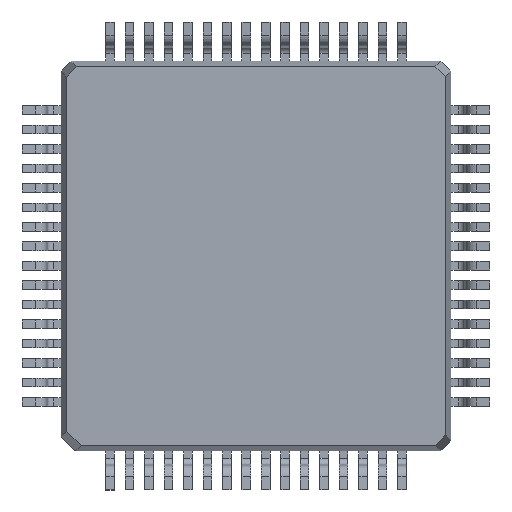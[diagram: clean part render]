
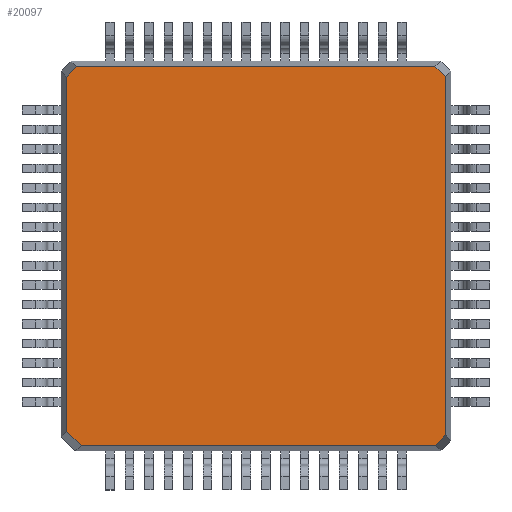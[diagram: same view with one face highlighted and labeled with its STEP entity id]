
A CAD part, front view. The second image highlights one B-rep face of the part: STEP entity #20097.
In plain terms, the highlighted planar face has unit normal (0, -1, 0).
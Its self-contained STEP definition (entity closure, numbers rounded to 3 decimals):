
#119 = LINE ( 'NONE', #11365, #28854 ) ;
#534 = DIRECTION ( 'NONE',  ( 0.691, 0., 0.723 ) ) ;
#610 = VECTOR ( 'NONE', #28713, 1000. ) ;
#633 = VERTEX_POINT ( 'NONE', #5248 ) ;
#1569 = DIRECTION ( 'NONE',  ( -0.691, 0., -0.723 ) ) ;
#2516 = VERTEX_POINT ( 'NONE', #28686 ) ;
#2596 = VECTOR ( 'NONE', #534, 1000. ) ;
#4080 = EDGE_CURVE ( 'NONE', #25064, #27845, #12736, .T. ) ;
#4878 = CARTESIAN_POINT ( 'NONE',  ( 4.622, 0.15, 4.835 ) ) ;
#5119 = LINE ( 'NONE', #8074, #11697 ) ;
#5248 = CARTESIAN_POINT ( 'NONE',  ( -4.861, 0.15, 4.594 ) ) ;
#5452 = FACE_OUTER_BOUND ( 'NONE', #12432, .T. ) ;
#5504 = ORIENTED_EDGE ( 'NONE', *, *, #22957, .T. ) ;
#5684 = LINE ( 'NONE', #24664, #27021 ) ;
#5898 = EDGE_CURVE ( 'NONE', #17050, #31627, #119, .T. ) ;
#6216 = ORIENTED_EDGE ( 'NONE', *, *, #21510, .F. ) ;
#6650 = ORIENTED_EDGE ( 'NONE', *, *, #8753, .F. ) ;
#6673 = CARTESIAN_POINT ( 'NONE',  ( -4.835, 0.15, 4.622 ) ) ;
#8074 = CARTESIAN_POINT ( 'NONE',  ( -5., 0.15, 4.861 ) ) ;
#8559 = EDGE_CURVE ( 'NONE', #17050, #2516, #15356, .T. ) ;
#8736 = LINE ( 'NONE', #22144, #21158 ) ;
#8745 = LINE ( 'NONE', #21447, #610 ) ;
#8753 = EDGE_CURVE ( 'NONE', #25064, #2516, #8745, .T. ) ;
#9409 = CARTESIAN_POINT ( 'NONE',  ( 4.861, 0.15, 4.606 ) ) ;
#10599 = CARTESIAN_POINT ( 'NONE',  ( 4.835, 0.15, -4.622 ) ) ;
#10613 = EDGE_CURVE ( 'NONE', #30763, #27845, #5119, .T. ) ;
#10889 = VECTOR ( 'NONE', #1569, 1000. ) ;
#11365 = CARTESIAN_POINT ( 'NONE',  ( 5., 0.15, -4.861 ) ) ;
#11697 = VECTOR ( 'NONE', #15416, 1000. ) ;
#12432 = EDGE_LOOP ( 'NONE', ( #6216, #23576, #26462, #26645, #6650, #25087, #24969, #5504 ) ) ;
#12736 = LINE ( 'NONE', #4878, #13110 ) ;
#13021 = DIRECTION ( 'NONE',  ( 0., 0., 1. ) ) ;
#13110 = VECTOR ( 'NONE', #24730, 1000. ) ;
#14211 = AXIS2_PLACEMENT_3D ( 'NONE', #18052, #28261, #23176 ) ;
#15356 = LINE ( 'NONE', #10599, #2596 ) ;
#15416 = DIRECTION ( 'NONE',  ( 1., 0., 0. ) ) ;
#15870 = VERTEX_POINT ( 'NONE', #27562 ) ;
#17050 = VERTEX_POINT ( 'NONE', #18135 ) ;
#18052 = CARTESIAN_POINT ( 'NONE',  ( 0., 0.15, 0. ) ) ;
#18135 = CARTESIAN_POINT ( 'NONE',  ( 4.606, 0.15, -4.861 ) ) ;
#18481 = DIRECTION ( 'NONE',  ( -1., 0., 0. ) ) ;
#20097 = ADVANCED_FACE ( 'NONE', ( #5452 ), #20883, .T. ) ;
#20883 = PLANE ( 'NONE',  #14211 ) ;
#21158 = VECTOR ( 'NONE', #31814, 1000. ) ;
#21447 = CARTESIAN_POINT ( 'NONE',  ( 4.861, 0.15, 5. ) ) ;
#21474 = EDGE_CURVE ( 'NONE', #15870, #31627, #8736, .T. ) ;
#21510 = EDGE_CURVE ( 'NONE', #15870, #633, #5684, .T. ) ;
#22144 = CARTESIAN_POINT ( 'NONE',  ( -4.571, 0.15, -4.782 ) ) ;
#22957 = EDGE_CURVE ( 'NONE', #30763, #633, #24131, .T. ) ;
#23176 = DIRECTION ( 'NONE',  ( 0., 0., 1. ) ) ;
#23576 = ORIENTED_EDGE ( 'NONE', *, *, #21474, .T. ) ;
#24131 = LINE ( 'NONE', #6673, #10889 ) ;
#24159 = CARTESIAN_POINT ( 'NONE',  ( -4.487, 0.15, -4.861 ) ) ;
#24664 = CARTESIAN_POINT ( 'NONE',  ( -4.861, 0.15, -5. ) ) ;
#24730 = DIRECTION ( 'NONE',  ( -0.723, 0., 0.691 ) ) ;
#24969 = ORIENTED_EDGE ( 'NONE', *, *, #10613, .F. ) ;
#25064 = VERTEX_POINT ( 'NONE', #9409 ) ;
#25087 = ORIENTED_EDGE ( 'NONE', *, *, #4080, .T. ) ;
#26462 = ORIENTED_EDGE ( 'NONE', *, *, #5898, .F. ) ;
#26645 = ORIENTED_EDGE ( 'NONE', *, *, #8559, .T. ) ;
#27021 = VECTOR ( 'NONE', #13021, 1000. ) ;
#27562 = CARTESIAN_POINT ( 'NONE',  ( -4.861, 0.15, -4.504 ) ) ;
#27845 = VERTEX_POINT ( 'NONE', #28558 ) ;
#28261 = DIRECTION ( 'NONE',  ( 0., -1., 0. ) ) ;
#28558 = CARTESIAN_POINT ( 'NONE',  ( 4.594, 0.15, 4.861 ) ) ;
#28686 = CARTESIAN_POINT ( 'NONE',  ( 4.861, 0.15, -4.594 ) ) ;
#28713 = DIRECTION ( 'NONE',  ( 0., 0., -1. ) ) ;
#28854 = VECTOR ( 'NONE', #18481, 1000. ) ;
#29685 = CARTESIAN_POINT ( 'NONE',  ( -4.606, 0.15, 4.861 ) ) ;
#30763 = VERTEX_POINT ( 'NONE', #29685 ) ;
#31627 = VERTEX_POINT ( 'NONE', #24159 ) ;
#31814 = DIRECTION ( 'NONE',  ( 0.723, 0., -0.691 ) ) ;
